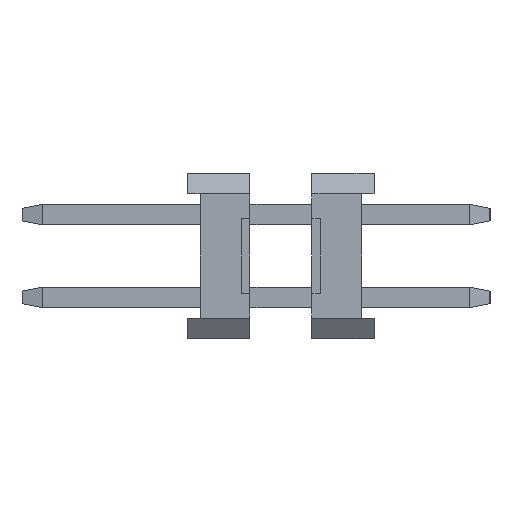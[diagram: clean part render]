
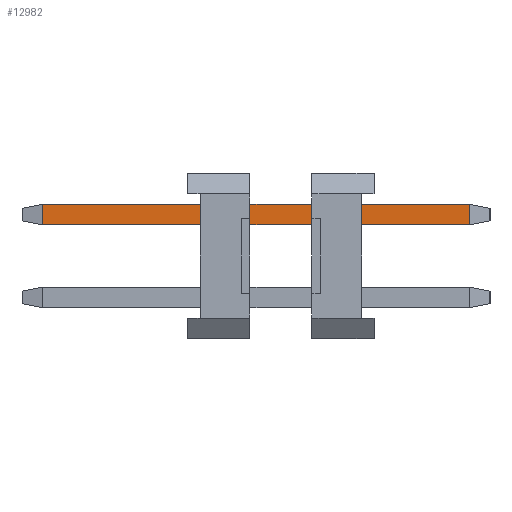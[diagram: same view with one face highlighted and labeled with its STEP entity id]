
A CAD part, left-side view. The second image highlights one B-rep face of the part: STEP entity #12982.
In plain terms, the highlighted planar face has unit normal (-1, 0, 0).
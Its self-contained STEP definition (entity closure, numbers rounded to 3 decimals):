
#12816=CARTESIAN_POINT('',(-0.25,8.,0.75));
#12817=VERTEX_POINT('',#12816);
#12847=CARTESIAN_POINT('',(-0.25,-2.3,0.75));
#12848=VERTEX_POINT('',#12847);
#12849=CARTESIAN_POINT('',(-0.25,-2.3,0.75));
#12850=DIRECTION('',(0.,1.,0.));
#12851=VECTOR('',#12850,10.3);
#12852=LINE('',#12849,#12851);
#12853=EDGE_CURVE('',#12848,#12817,#12852,.T.);
#12942=CARTESIAN_POINT('',(-0.25,-2.3,1.25));
#12943=VERTEX_POINT('',#12942);
#12950=CARTESIAN_POINT('',(-0.25,-2.3,1.25));
#12951=DIRECTION('',(0.,0.,-1.));
#12952=VECTOR('',#12951,0.5);
#12953=LINE('',#12950,#12952);
#12954=EDGE_CURVE('',#12943,#12848,#12953,.T.);
#12959=CARTESIAN_POINT('',(-0.25,8.5,1.25));
#12960=DIRECTION('',(0.,0.,-1.));
#12961=DIRECTION('',(-1.,-0.,-0.));
#12962=AXIS2_PLACEMENT_3D('',#12959,#12961,#12960);
#12963=PLANE('',#12962);
#12964=CARTESIAN_POINT('',(-0.25,8.,1.25));
#12965=VERTEX_POINT('',#12964);
#12966=CARTESIAN_POINT('',(-0.25,-2.3,1.25));
#12967=DIRECTION('',(0.,1.,0.));
#12968=VECTOR('',#12967,10.3);
#12969=LINE('',#12966,#12968);
#12970=EDGE_CURVE('',#12943,#12965,#12969,.T.);
#12971=ORIENTED_EDGE('',*,*,#12970,.T.);
#12972=CARTESIAN_POINT('',(-0.25,8.,1.25));
#12973=DIRECTION('',(0.,0.,-1.));
#12974=VECTOR('',#12973,0.5);
#12975=LINE('',#12972,#12974);
#12976=EDGE_CURVE('',#12965,#12817,#12975,.T.);
#12977=ORIENTED_EDGE('',*,*,#12976,.T.);
#12978=ORIENTED_EDGE('',*,*,#12853,.F.);
#12979=ORIENTED_EDGE('',*,*,#12954,.F.);
#12980=EDGE_LOOP('',(#12971,#12977,#12978,#12979));
#12981=FACE_OUTER_BOUND('',#12980,.T.);
#12982=ADVANCED_FACE('',(#12981),#12963,.T.);
